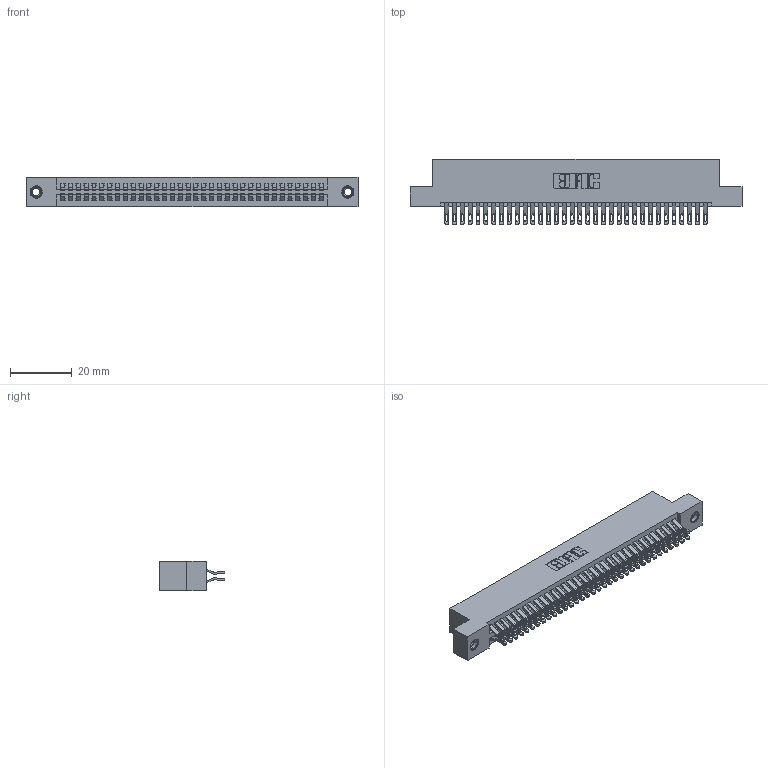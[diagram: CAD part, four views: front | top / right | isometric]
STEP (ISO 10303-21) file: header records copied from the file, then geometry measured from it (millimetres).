
FILE_DESCRIPTION (( 'STEP AP203' ), '1' );
FILE_NAME ('395-068-555-207.STEP', '2018-11-25T18:34:56', ( '' ), ( '' ), 'SwSTEP 2.0', 'SolidWorks 2016', '' );
FILE_SCHEMA (( 'CONFIG_CONTROL_DESIGN' ));
Length unit declared in the file: inch
Products named in the file (4): 345-250-001_345-250-005-103; 345 Part_Flush Mounting Lugs - 0.156 Dia-TI; 345-292-001_555 Tail; 395-068-555-207
Assembly tree (71 placements, depth 2):
  395-068-555-207
    345 Part_Flush Mounting Lugs - 0.156 Dia-TI
    345-292-001_555 Tail  x68
    345-250-001_345-250-005-103  x2
Bounding box: 107.57 x 21.13 x 9.4 mm (x, y, z)
Volume: 10558.8 mm3; surface area: 16166.7 mm2
Topology: 71 solids, 71 shells, 3994 faces, 12513 edges, 8334 vertices
Faces by surface type: plane 2220, cylinder 1758, cone 12, torus 4
Entity records: 29266 total; most frequent: CARTESIAN_POINT 4929, ORIENTED_EDGE 4826, DIRECTION 4351, EDGE_CURVE 2413, VECTOR 2105, LINE 2105, VERTEX_POINT 1604, AXIS2_PLACEMENT_3D 1123
